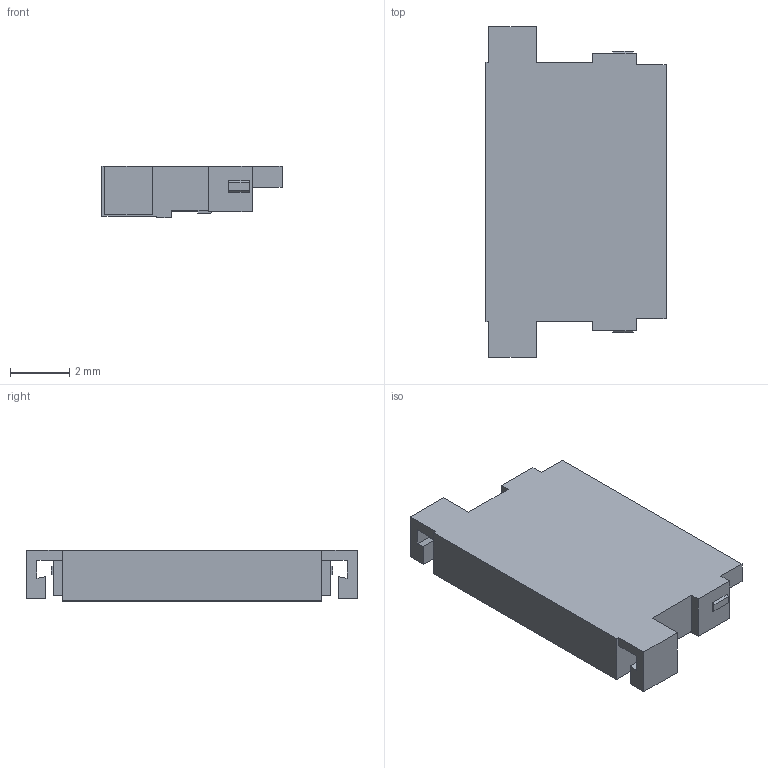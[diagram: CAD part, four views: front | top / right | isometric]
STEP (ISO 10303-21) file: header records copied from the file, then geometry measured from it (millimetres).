
FILE_DESCRIPTION(('CoCreate Modeling STEP Export'),'2;1');
FILE_NAME('DF65-5S-1.7C.stp','2014-10-10T 8:28:54',(''),(''),'CoCreate Modeling STEP processor for AP214 (Solid Model)','CoCreate Modeling 17.0 01-Apr-2010 (C) Parametric Technology GmbH','');
FILE_SCHEMA(('AUTOMOTIVE_DESIGN { 1 0 10303 214 1 1 1 1 }'));
Length unit declared in the file: millimetre
Products named in the file (1): DF65-5S-1.7C
Bounding box: 6.1 x 11.2 x 1.75 mm (x, y, z)
Volume: 81.5 mm3; surface area: 191.3 mm2
Topology: 1 solids, 1 shells, 122 faces, 354 edges, 236 vertices
Faces by surface type: plane 120, extrusion 2
Entity records: 3984 total; most frequent: CARTESIAN_POINT 757, ORIENTED_EDGE 708, DIRECTION 592, EDGE_CURVE 354, VECTOR 350, LINE 348, VERTEX_POINT 236, EDGE_LOOP 124
